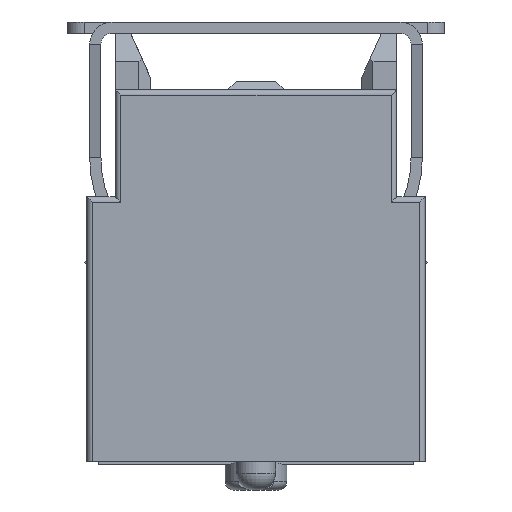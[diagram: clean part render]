
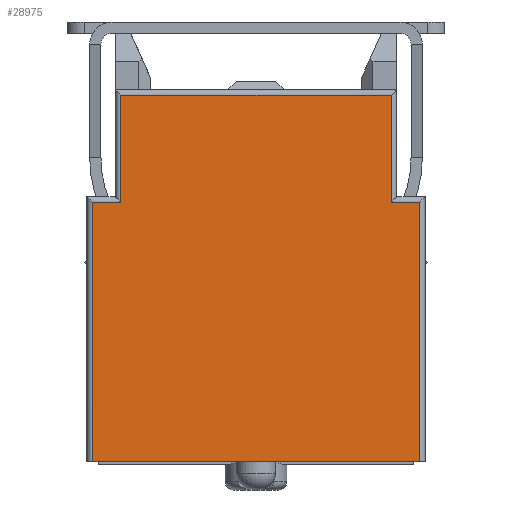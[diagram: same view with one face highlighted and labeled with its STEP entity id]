
A CAD part, left-side view. The second image highlights one B-rep face of the part: STEP entity #28975.
In plain terms, the highlighted planar face has unit normal (-1, 0, 0).
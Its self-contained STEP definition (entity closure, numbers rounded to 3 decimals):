
#1996=ORIENTED_EDGE('',*,*,#9838,.T.);
#1997=ORIENTED_EDGE('',*,*,#10724,.T.);
#1998=ORIENTED_EDGE('',*,*,#10725,.T.);
#1999=ORIENTED_EDGE('',*,*,#10726,.T.);
#2000=ORIENTED_EDGE('',*,*,#10727,.T.);
#2001=ORIENTED_EDGE('',*,*,#10728,.T.);
#2002=ORIENTED_EDGE('',*,*,#10729,.T.);
#2003=ORIENTED_EDGE('',*,*,#10730,.T.);
#9838=EDGE_CURVE('',#14211,#14210,#17007,.T.);
#10724=EDGE_CURVE('',#14210,#15080,#17892,.T.);
#10725=EDGE_CURVE('',#15080,#15081,#17893,.F.);
#10726=EDGE_CURVE('',#15081,#15082,#17894,.F.);
#10727=EDGE_CURVE('',#15082,#15083,#17895,.T.);
#10728=EDGE_CURVE('',#15083,#15084,#17896,.T.);
#10729=EDGE_CURVE('',#15084,#15085,#17897,.F.);
#10730=EDGE_CURVE('',#15085,#14211,#17898,.F.);
#14210=VERTEX_POINT('',#40385);
#14211=VERTEX_POINT('',#40387);
#15080=VERTEX_POINT('',#42155);
#15081=VERTEX_POINT('',#42157);
#15082=VERTEX_POINT('',#42159);
#15083=VERTEX_POINT('',#42161);
#15084=VERTEX_POINT('',#42163);
#15085=VERTEX_POINT('',#42165);
#17007=LINE('',#40386,#20967);
#17892=LINE('',#42154,#21852);
#17893=LINE('',#42156,#21853);
#17894=LINE('',#42158,#21854);
#17895=LINE('',#42160,#21855);
#17896=LINE('',#42162,#21856);
#17897=LINE('',#42164,#21857);
#17898=LINE('',#42166,#21858);
#20967=VECTOR('',#32479,1000.);
#21852=VECTOR('',#33392,1000.);
#21853=VECTOR('',#33393,1000.);
#21854=VECTOR('',#33394,1000.);
#21855=VECTOR('',#33395,1000.);
#21856=VECTOR('',#33396,1000.);
#21857=VECTOR('',#33397,1000.);
#21858=VECTOR('',#33398,1000.);
#24866=EDGE_LOOP('',(#1996,#1997,#1998,#1999,#2000,#2001,#2002,#2003));
#26315=FACE_BOUND('',#24866,.T.);
#27754=PLANE('',#30455);
#28975=ADVANCED_FACE('',(#26315),#27754,.F.);
#30455=AXIS2_PLACEMENT_3D('',#42153,#33390,#33391);
#32479=DIRECTION('',(0.,-1.,0.));
#33390=DIRECTION('',(1.,0.,0.));
#33391=DIRECTION('',(0.,0.,-1.));
#33392=DIRECTION('',(0.,0.,1.));
#33393=DIRECTION('',(0.,-1.,0.));
#33394=DIRECTION('',(0.,0.,-1.));
#33395=DIRECTION('',(0.,1.,0.));
#33396=DIRECTION('',(0.,0.,-1.));
#33397=DIRECTION('',(0.,-1.,0.));
#33398=DIRECTION('',(0.,0.,1.));
#40385=CARTESIAN_POINT('',(-18.9,-2.9,-0.2));
#40386=CARTESIAN_POINT('',(-18.9,3.,-0.2));
#40387=CARTESIAN_POINT('',(-18.9,2.9,-0.2));
#42153=CARTESIAN_POINT('',(-18.9,2.5,7.4));
#42154=CARTESIAN_POINT('',(-18.9,-2.9,4.5));
#42155=CARTESIAN_POINT('',(-18.9,-2.9,4.4));
#42156=CARTESIAN_POINT('',(-18.9,-2.5,4.4));
#42157=CARTESIAN_POINT('',(-18.9,-2.4,4.4));
#42158=CARTESIAN_POINT('',(-18.9,-2.4,7.4));
#42159=CARTESIAN_POINT('',(-18.9,-2.4,6.3));
#42160=CARTESIAN_POINT('',(-18.9,2.5,6.3));
#42161=CARTESIAN_POINT('',(-18.9,2.4,6.3));
#42162=CARTESIAN_POINT('',(-18.9,2.4,7.4));
#42163=CARTESIAN_POINT('',(-18.9,2.4,4.4));
#42164=CARTESIAN_POINT('',(-18.9,3.,4.4));
#42165=CARTESIAN_POINT('',(-18.9,2.9,4.4));
#42166=CARTESIAN_POINT('',(-18.9,2.9,-0.2));
